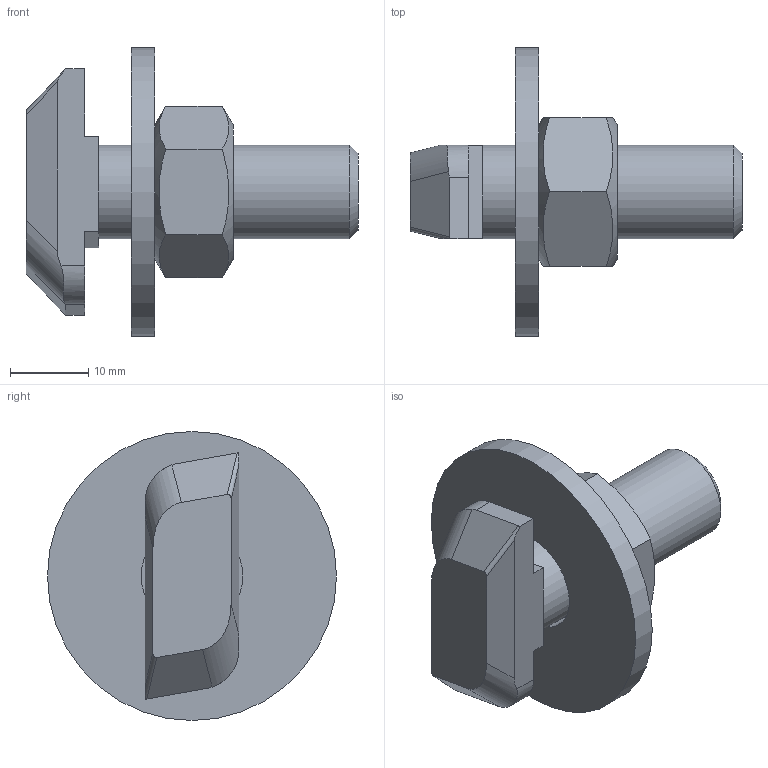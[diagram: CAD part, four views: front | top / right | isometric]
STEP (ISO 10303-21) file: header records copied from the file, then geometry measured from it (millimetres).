
FILE_DESCRIPTION((''),'2;1');
FILE_NAME('131630.stp','2010-08-05T10:33:43',('DMK009'),(''),'Autodesk Inventor 2010','Autodesk Inventor 2010','');
FILE_SCHEMA(('AUTOMOTIVE_DESIGN { 1 0 10303 214 1 1 1 1 }'));
Length unit declared in the file: millimetre
Products named in the file (1): 131630
Bounding box: 42.5 x 37 x 37 mm (x, y, z)
Volume: 10950.9 mm3; surface area: 5194.6 mm2
Topology: 1 solids, 1 shells, 41 faces, 101 edges, 66 vertices
Faces by surface type: plane 28, cylinder 9, cone 3, bspline 1
Full cylindrical faces by diameter (mm): 12 x2, 37 x1
Entity records: 1253 total; most frequent: CARTESIAN_POINT 265, DIRECTION 190, ORIENTED_EDGE 184, EDGE_CURVE 92, AXIS2_PLACEMENT_3D 71, VERTEX_POINT 64, EDGE_LOOP 52, VECTOR 48
